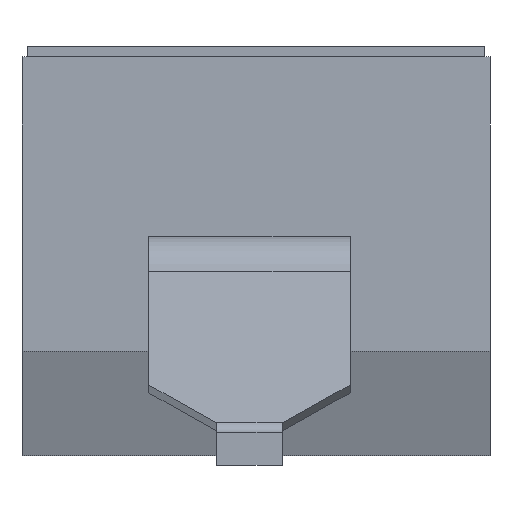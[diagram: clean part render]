
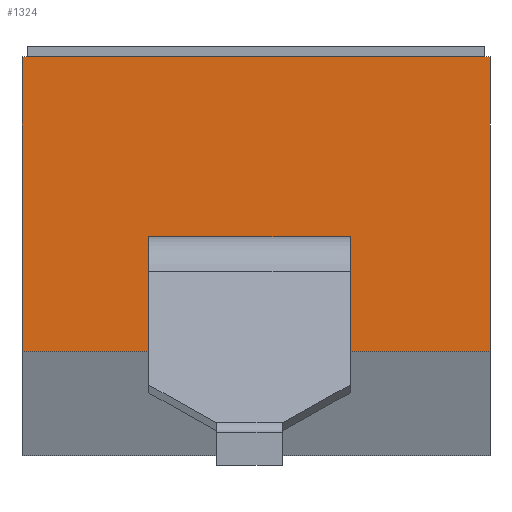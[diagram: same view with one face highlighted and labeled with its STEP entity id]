
A CAD part, front view. The second image highlights one B-rep face of the part: STEP entity #1324.
In plain terms, the highlighted planar face has unit normal (0, -1, 0).
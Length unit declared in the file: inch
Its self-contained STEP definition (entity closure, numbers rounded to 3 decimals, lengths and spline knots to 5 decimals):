
#664=CARTESIAN_POINT('',(-0.03228,-0.12402,0.06594));
#665=VERTEX_POINT('',#664);
#666=CARTESIAN_POINT('',(0.02835,-0.12402,0.06594));
#667=VERTEX_POINT('',#666);
#668=CARTESIAN_POINT('',(-0.03228,-0.12402,0.06594));
#669=DIRECTION('',(1.0,0.0,0.0));
#670=VECTOR('',#669,0.06063);
#671=LINE('',#668,#670);
#672=EDGE_CURVE('',#665,#667,#671,.T.);
#704=CARTESIAN_POINT('',(-0.03228,-0.12402,0.0561));
#705=VERTEX_POINT('',#704);
#706=CARTESIAN_POINT('',(-0.03228,-0.12402,0.0561));
#707=DIRECTION('',(0.0,0.0,1.0));
#708=VECTOR('',#707,0.00984);
#709=LINE('',#706,#708);
#710=EDGE_CURVE('',#705,#665,#709,.T.);
#938=CARTESIAN_POINT('',(0.02835,-0.12402,0.0561));
#939=VERTEX_POINT('',#938);
#940=CARTESIAN_POINT('',(0.02835,-0.12402,0.06594));
#941=DIRECTION('',(0.0,0.0,-1.0));
#942=VECTOR('',#941,0.00984);
#943=LINE('',#940,#942);
#944=EDGE_CURVE('',#667,#939,#943,.T.);
#1059=CARTESIAN_POINT('',(0.02835,-0.12402,0.0561));
#1060=DIRECTION('',(-1.0,0.0,0.0));
#1061=VECTOR('',#1060,0.06063);
#1062=LINE('',#1059,#1061);
#1063=EDGE_CURVE('',#939,#705,#1062,.T.);
#1217=CARTESIAN_POINT('',(-0.07047,-0.12402,0.0315));
#1218=VERTEX_POINT('',#1217);
#1225=CARTESIAN_POINT('',(-0.07047,-0.12402,0.12008));
#1226=VERTEX_POINT('',#1225);
#1227=CARTESIAN_POINT('',(-0.07047,-0.12402,0.0315));
#1228=DIRECTION('',(0.0,0.0,1.0));
#1229=VECTOR('',#1228,0.08858);
#1230=LINE('',#1227,#1229);
#1231=EDGE_CURVE('',#1218,#1226,#1230,.T.);
#1271=CARTESIAN_POINT('',(0.07047,-0.12402,0.12008));
#1272=VERTEX_POINT('',#1271);
#1279=CARTESIAN_POINT('',(0.07047,-0.12402,0.0315));
#1280=VERTEX_POINT('',#1279);
#1281=CARTESIAN_POINT('',(0.07047,-0.12402,0.0315));
#1282=DIRECTION('',(0.0,0.0,1.0));
#1283=VECTOR('',#1282,0.08858);
#1284=LINE('',#1281,#1283);
#1285=EDGE_CURVE('',#1280,#1272,#1284,.T.);
#1297=CARTESIAN_POINT('',(-0.07752,-0.12402,0.12451));
#1298=DIRECTION('',(0.0,-1.0,0.0));
#1299=DIRECTION('',(0.0,0.0,-1.0));
#1300=AXIS2_PLACEMENT_3D('',#1297,#1298,#1299);
#1301=PLANE('',#1300);
#1302=CARTESIAN_POINT('',(-0.07047,-0.12402,0.0315));
#1303=DIRECTION('',(1.0,0.0,0.0));
#1304=VECTOR('',#1303,0.14094);
#1305=LINE('',#1302,#1304);
#1306=EDGE_CURVE('',#1218,#1280,#1305,.T.);
#1307=ORIENTED_EDGE('',*,*,#1306,.T.);
#1308=ORIENTED_EDGE('',*,*,#1285,.T.);
#1309=CARTESIAN_POINT('',(0.07047,-0.12402,0.12008));
#1310=DIRECTION('',(-1.0,0.0,0.0));
#1311=VECTOR('',#1310,0.14094);
#1312=LINE('',#1309,#1311);
#1313=EDGE_CURVE('',#1272,#1226,#1312,.T.);
#1314=ORIENTED_EDGE('',*,*,#1313,.T.);
#1315=ORIENTED_EDGE('',*,*,#1231,.F.);
#1316=EDGE_LOOP('',(#1307,#1308,#1314,#1315));
#1317=FACE_OUTER_BOUND('',#1316,.T.);
#1318=ORIENTED_EDGE('',*,*,#710,.T.);
#1319=ORIENTED_EDGE('',*,*,#672,.T.);
#1320=ORIENTED_EDGE('',*,*,#944,.T.);
#1321=ORIENTED_EDGE('',*,*,#1063,.T.);
#1322=EDGE_LOOP('',(#1318,#1319,#1320,#1321));
#1323=FACE_BOUND('',#1322,.T.);
#1324=ADVANCED_FACE('',(#1317,#1323),#1301,.T.);
